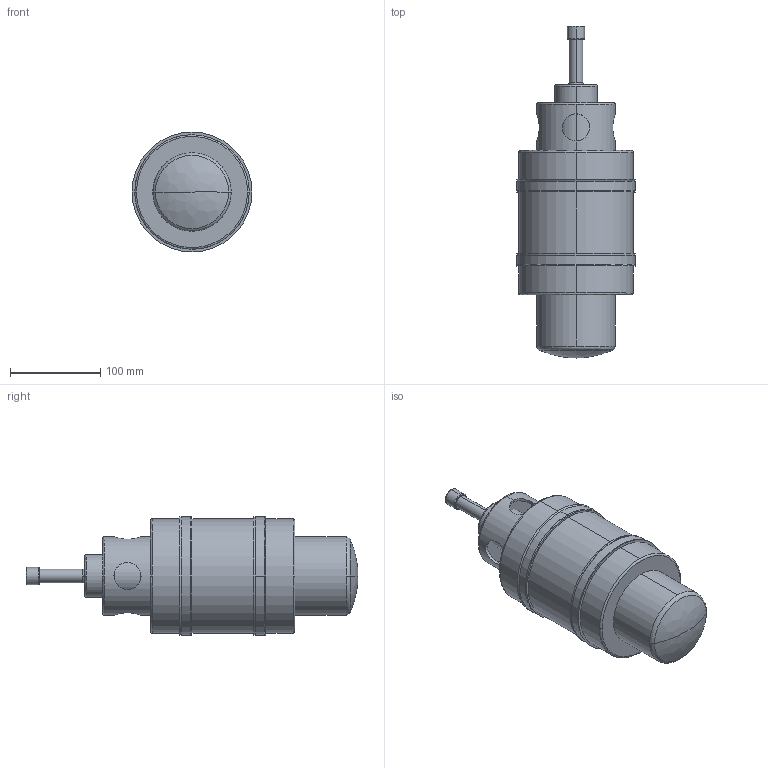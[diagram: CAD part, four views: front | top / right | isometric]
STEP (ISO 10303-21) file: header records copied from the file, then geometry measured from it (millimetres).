
FILE_DESCRIPTION (( 'STEP AP203' ), '1' );
FILE_NAME ('Comms_Modem_Default_sldprt.STEP', '2020-08-14T00:47:36', ( '' ), ( '' ), 'SwSTEP 2.0', 'SolidWorks 2017', '' );
FILE_SCHEMA (( 'CONFIG_CONTROL_DESIGN' ));
Length unit declared in the file: millimetre
Products named in the file (1): Comms_Modem_Default_sldprt
Bounding box: 133 x 368 x 133 mm (x, y, z)
Volume: 2624853.2 mm3; surface area: 158361.3 mm2
Topology: 2 solids, 2 shells, 70 faces, 166 edges, 105 vertices
Faces by surface type: cylinder 34, bspline 18, plane 14, cone 4
Entity records: 3525 total; most frequent: CARTESIAN_POINT 1944, ORIENTED_EDGE 328, DIRECTION 300, EDGE_CURVE 164, AXIS2_PLACEMENT_3D 129, VERTEX_POINT 105, EDGE_LOOP 85, CIRCLE 76
